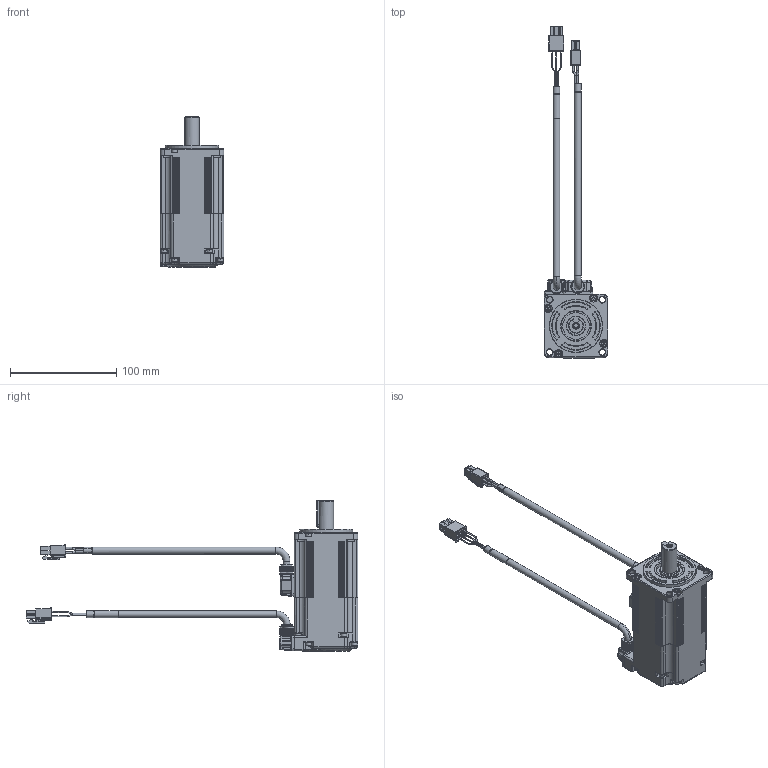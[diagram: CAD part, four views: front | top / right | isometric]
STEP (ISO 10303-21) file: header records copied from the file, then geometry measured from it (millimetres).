
FILE_DESCRIPTION( ('This file contains a STEP AP42 implementation' ,'as created by ZW3D STEP Interface translator.') ,'2;1' );
FILE_NAME( 'X2MH020H-B2L.stp' ,'221117.152841', (''), ('ZWCAD Software Co.'), 'Version 1.0', 'ZW3D to STEP translator', '' );
FILE_SCHEMA(('AUTOMOTIVE_DESIGN { 1 0 10303 214 1 1 1 1 }'));
Length unit declared in the file: millimetre
Products named in the file (1): 0
Bounding box: 60 x 312.45 x 141.9 mm (x, y, z)
Volume: 393317.7 mm3; surface area: 55425.7 mm2
Topology: 1 solids, 1 shells, 2345 faces, 6167 edges, 3909 vertices
Faces by surface type: plane 1255, cylinder 784, cone 98, bspline 95, torus 64, sphere 49
Full cylindrical faces by diameter (mm): 0.98 x18, 1.76 x12, 2.6 x10, 3.5 x8, 4 x4, 4.2 x12, 4.8 x4, 5 x11, 5.1 x1, 5.5 x4, 5.8 x1, 6 x1, 6.2 x1, 6.3 x2, 6.5 x3, 9.4 x1, 9.8 x6, 10 x6, 11 x4, 11.2 x7, 14 x1, 17 x1, 17.4 x1, 25 x1, 28 x1, 50 x1
Entity records: 80075 total; most frequent: CARTESIAN_POINT 20099, ORIENTED_EDGE 12260, DIRECTION 11906, EDGE_CURVE 6130, AXIS2_PLACEMENT_3D 4099, VERTEX_POINT 3909, VECTOR 3708, LINE 3708
